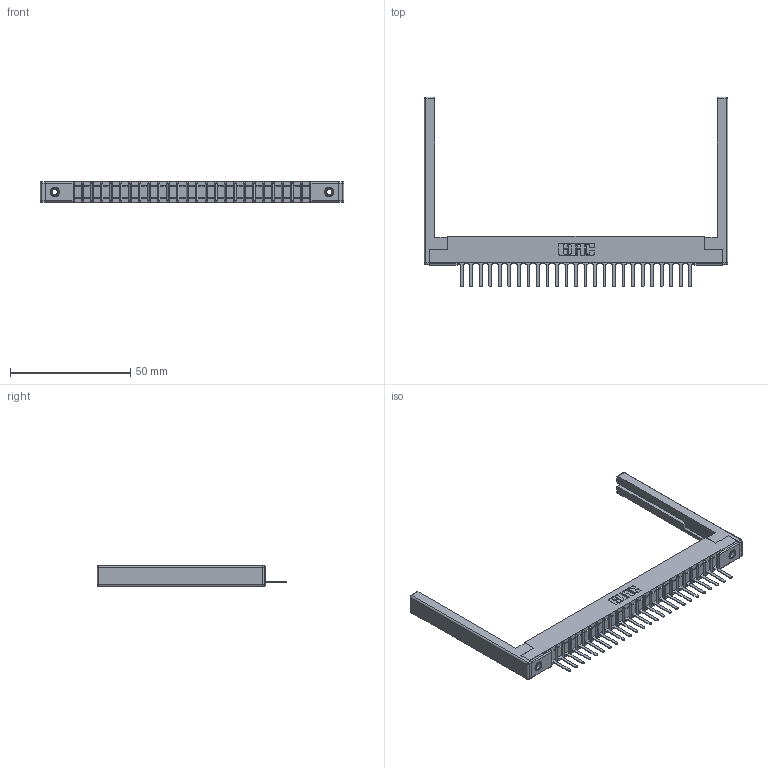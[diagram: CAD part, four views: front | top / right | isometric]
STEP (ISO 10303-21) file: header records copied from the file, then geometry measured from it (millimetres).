
FILE_DESCRIPTION (( 'STEP AP203' ), '1' );
FILE_NAME ('307-025-427-168.STEP', '2020-09-27T12:35:28', ( '' ), ( '' ), 'SwSTEP 2.0', 'SolidWorks 2020', '' );
FILE_SCHEMA (( 'CONFIG_CONTROL_DESIGN' ));
Length unit declared in the file: inch
Products named in the file (5): 307-290-001_527; 307 Part_.156 Dia Mounting Holes; 345-250-001_345-250-001-102; 307-220-068; 307-025-427-168
Assembly tree (30 placements, depth 2):
  307-025-427-168
    307 Part_.156 Dia Mounting Holes
    307-290-001_527  x25
    307-220-068  x2
    345-250-001_345-250-001-102  x2
Bounding box: 126.49 x 79.07 x 8.71 mm (x, y, z)
Volume: 12566.4 mm3; surface area: 16716.7 mm2
Topology: 30 solids, 30 shells, 1698 faces, 4763 edges, 3050 vertices
Faces by surface type: plane 1083, cylinder 539, sphere 60, cone 12, torus 4
Entity records: 26255 total; most frequent: CARTESIAN_POINT 4381, ORIENTED_EDGE 4356, DIRECTION 4288, EDGE_CURVE 2178, VECTOR 1662, LINE 1662, VERTEX_POINT 1406, AXIS2_PLACEMENT_3D 1313
